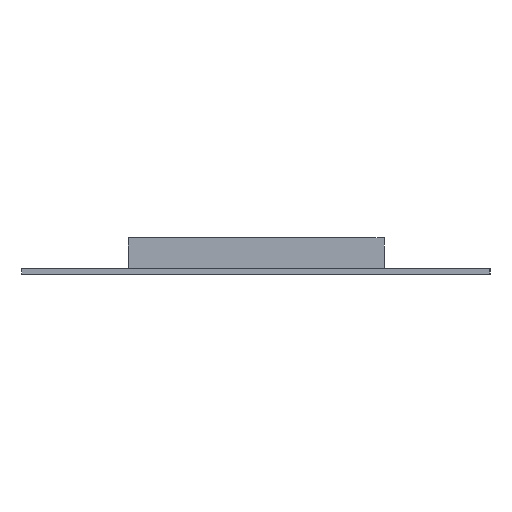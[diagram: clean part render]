
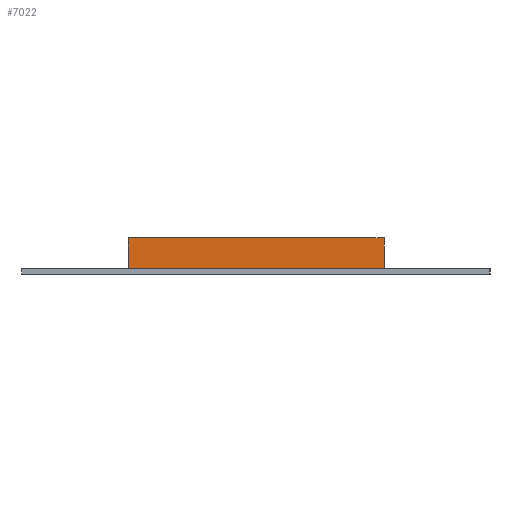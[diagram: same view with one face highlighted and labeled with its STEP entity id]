
A CAD part, left-side view. The second image highlights one B-rep face of the part: STEP entity #7022.
In plain terms, the highlighted planar face has unit normal (-1, 0, 0).
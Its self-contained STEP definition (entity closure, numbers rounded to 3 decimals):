
#6997 = VERTEX_POINT('',#6998);
#6998 = CARTESIAN_POINT('',(-2.235,-25.095,6.));
#7004 = EDGE_CURVE('',#7005,#6997,#7007,.T.);
#7005 = VERTEX_POINT('',#7006);
#7006 = CARTESIAN_POINT('',(-2.235,-25.095,0.));
#7007 = LINE('',#7008,#7009);
#7008 = CARTESIAN_POINT('',(-2.235,-25.095,0.));
#7009 = VECTOR('',#7010,1.);
#7010 = DIRECTION('',(0.,0.,1.));
#7022 = ADVANCED_FACE('',(#7023),#7048,.T.);
#7023 = FACE_BOUND('',#7024,.T.);
#7024 = EDGE_LOOP('',(#7025,#7026,#7034,#7042));
#7025 = ORIENTED_EDGE('',*,*,#7004,.T.);
#7026 = ORIENTED_EDGE('',*,*,#7027,.T.);
#7027 = EDGE_CURVE('',#6997,#7028,#7030,.T.);
#7028 = VERTEX_POINT('',#7029);
#7029 = CARTESIAN_POINT('',(-2.235,25.095,6.));
#7030 = LINE('',#7031,#7032);
#7031 = CARTESIAN_POINT('',(-2.235,-25.095,6.));
#7032 = VECTOR('',#7033,1.);
#7033 = DIRECTION('',(0.,1.,0.));
#7034 = ORIENTED_EDGE('',*,*,#7035,.F.);
#7035 = EDGE_CURVE('',#7036,#7028,#7038,.T.);
#7036 = VERTEX_POINT('',#7037);
#7037 = CARTESIAN_POINT('',(-2.235,25.095,0.));
#7038 = LINE('',#7039,#7040);
#7039 = CARTESIAN_POINT('',(-2.235,25.095,0.));
#7040 = VECTOR('',#7041,1.);
#7041 = DIRECTION('',(0.,0.,1.));
#7042 = ORIENTED_EDGE('',*,*,#7043,.F.);
#7043 = EDGE_CURVE('',#7005,#7036,#7044,.T.);
#7044 = LINE('',#7045,#7046);
#7045 = CARTESIAN_POINT('',(-2.235,-25.095,0.));
#7046 = VECTOR('',#7047,1.);
#7047 = DIRECTION('',(0.,1.,0.));
#7048 = PLANE('',#7049);
#7049 = AXIS2_PLACEMENT_3D('',#7050,#7051,#7052);
#7050 = CARTESIAN_POINT('',(-2.235,-25.095,0.));
#7051 = DIRECTION('',(-1.,0.,0.));
#7052 = DIRECTION('',(0.,1.,0.));
